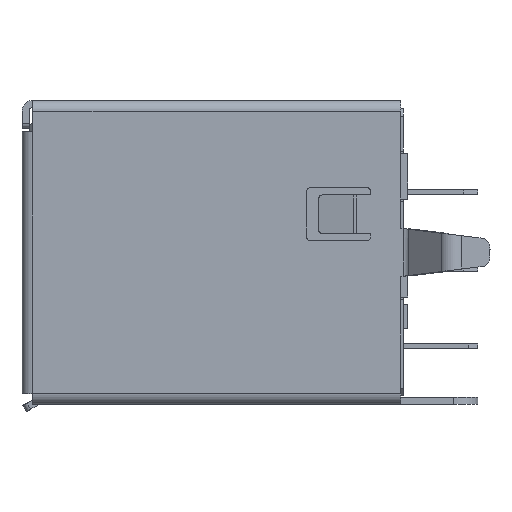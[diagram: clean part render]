
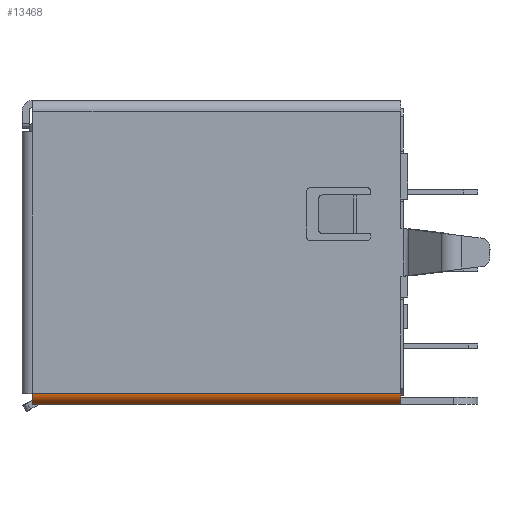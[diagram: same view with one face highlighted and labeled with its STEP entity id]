
A CAD part, left-side view. The second image highlights one B-rep face of the part: STEP entity #13468.
In plain terms, the highlighted cylindrical face has radius 0.45 mm (diameter 0.9 mm), a partial arc.
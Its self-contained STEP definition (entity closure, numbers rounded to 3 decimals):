
#6163 = FACE_OUTER_BOUND ( 'NONE', #9892, .T. ) ;
#6199 = CYLINDRICAL_SURFACE ( 'NONE', #16006, 0.45 ) ;
#8421 = CARTESIAN_POINT ( 'NONE',  ( -6., 12.45, -11.4 ) ) ;
#8530 = CARTESIAN_POINT ( 'NONE',  ( -6., 12.45, 3.855 ) ) ;
#9892 = EDGE_LOOP ( 'NONE', ( #19703, #19811, #19767, #19748 ) ) ;
#13468 = ADVANCED_FACE ( 'NONE', ( #6163 ), #6199, .T. ) ;
#16006 = AXIS2_PLACEMENT_3D ( 'NONE', #16558, #16570, #16574 ) ;
#16392 = AXIS2_PLACEMENT_3D ( 'NONE', #23070, #23056, #23046 ) ;
#16421 = AXIS2_PLACEMENT_3D ( 'NONE', #23222, #23232, #23234 ) ;
#16558 = CARTESIAN_POINT ( 'NONE',  ( -5.55, 12.45, -11.4 ) ) ;
#16570 = DIRECTION ( 'NONE',  ( 0., 0., 1. ) ) ;
#16574 = DIRECTION ( 'NONE',  ( 0., -1., 0. ) ) ;
#19703 = ORIENTED_EDGE ( 'NONE', *, *, #28584, .F. ) ;
#19748 = ORIENTED_EDGE ( 'NONE', *, *, #28581, .F. ) ;
#19767 = ORIENTED_EDGE ( 'NONE', *, *, #29310, .T. ) ;
#19811 = ORIENTED_EDGE ( 'NONE', *, *, #28495, .F. ) ;
#20392 = CIRCLE ( 'NONE', #16392, 0.45 ) ;
#21457 = CARTESIAN_POINT ( 'NONE',  ( -5.55, 12.9, 3.85 ) ) ;
#21520 = CARTESIAN_POINT ( 'NONE',  ( -5.55, 12.9, -11.4 ) ) ;
#23046 = DIRECTION ( 'NONE',  ( 0., -1., 0. ) ) ;
#23056 = DIRECTION ( 'NONE',  ( 0., 0., -1. ) ) ;
#23070 = CARTESIAN_POINT ( 'NONE',  ( -5.55, 12.45, -11.4 ) ) ;
#23222 = CARTESIAN_POINT ( 'NONE',  ( -5.55, 12.45, 3.85 ) ) ;
#23232 = DIRECTION ( 'NONE',  ( 0., 0., 1. ) ) ;
#23234 = DIRECTION ( 'NONE',  ( 0., -1., 0. ) ) ;
#23253 = CARTESIAN_POINT ( 'NONE',  ( -5.55, 12.9, -14.971 ) ) ;
#23268 = DIRECTION ( 'NONE',  ( 0., 0., 1. ) ) ;
#24766 = LINE ( 'NONE', #23253, #24767 ) ;
#24767 = VECTOR ( 'NONE', #23268, 1000. ) ;
#24775 = CIRCLE ( 'NONE', #16421, 0.45 ) ;
#25270 = DIRECTION ( 'NONE',  ( 0., 0., 1. ) ) ;
#25277 = CARTESIAN_POINT ( 'NONE',  ( -6., 12.45, -11.4 ) ) ;
#26522 = VECTOR ( 'NONE', #25270, 1000. ) ;
#26533 = LINE ( 'NONE', #25277, #26522 ) ;
#28033 = VERTEX_POINT ( 'NONE', #21457 ) ;
#28091 = VERTEX_POINT ( 'NONE', #21520 ) ;
#28495 = EDGE_CURVE ( 'NONE', #29934, #28091, #20392, .T. ) ;
#28581 = EDGE_CURVE ( 'NONE', #28033, #30001, #24775, .T. ) ;
#28584 = EDGE_CURVE ( 'NONE', #28091, #28033, #24766, .T. ) ;
#29310 = EDGE_CURVE ( 'NONE', #29934, #30001, #26533, .T. ) ;
#29934 = VERTEX_POINT ( 'NONE', #8421 ) ;
#30001 = VERTEX_POINT ( 'NONE', #8530 ) ;
